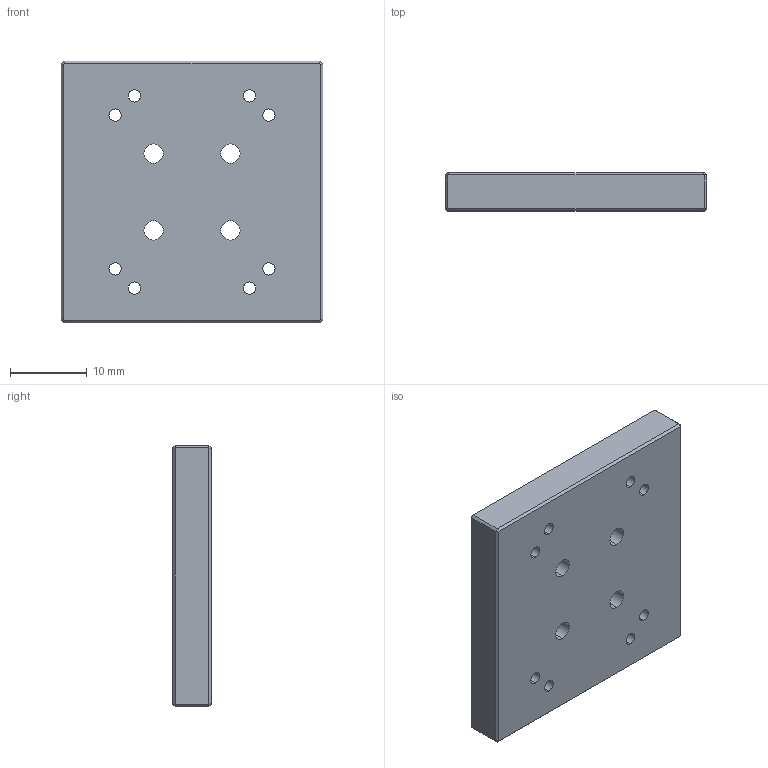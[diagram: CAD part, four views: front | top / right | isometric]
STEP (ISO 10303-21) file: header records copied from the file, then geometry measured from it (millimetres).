
FILE_DESCRIPTION (( 'STEP AP203' ), '1' );
FILE_NAME ('BP-22.STEP', '2022-07-20T08:36:37', ( '' ), ( '' ), 'SwSTEP 2.0', 'SolidWorks 2021', '' );
FILE_SCHEMA (( 'CONFIG_CONTROL_DESIGN' ));
Length unit declared in the file: millimetre
Products named in the file (1): BP-22
Bounding box: 34 x 5 x 34 mm (x, y, z)
Volume: 5478.4 mm3; surface area: 3289.9 mm2
Topology: 1 solids, 1 shells, 62 faces, 152 edges, 96 vertices
Faces by surface type: cylinder 32, plane 30
Entity records: 1957 total; most frequent: DIRECTION 342, CARTESIAN_POINT 311, ORIENTED_EDGE 304, EDGE_CURVE 152, AXIS2_PLACEMENT_3D 127, VERTEX_POINT 96, EDGE_LOOP 90, VECTOR 88
